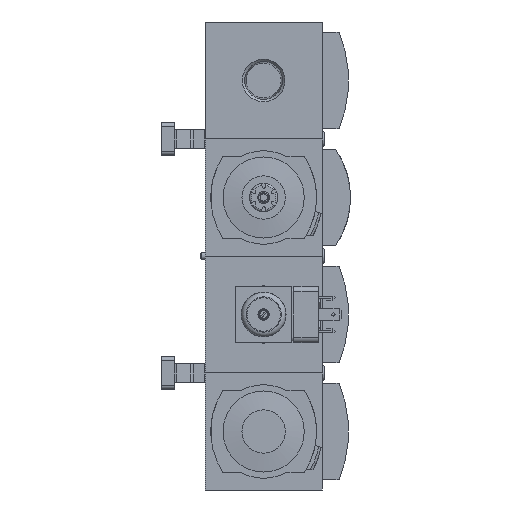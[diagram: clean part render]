
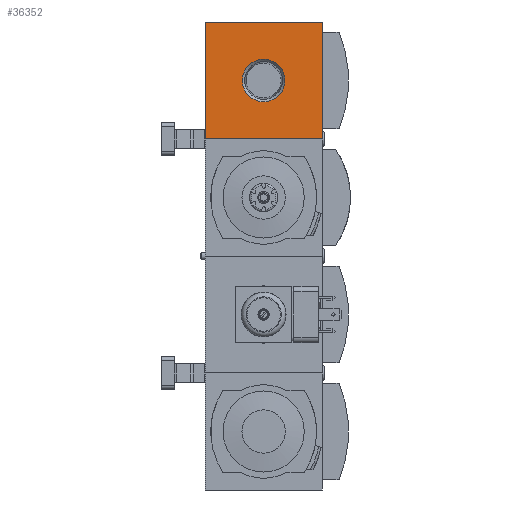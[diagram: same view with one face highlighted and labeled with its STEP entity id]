
A CAD part, front view. The second image highlights one B-rep face of the part: STEP entity #36352.
In plain terms, the highlighted planar face has unit normal (0, -1, 0).
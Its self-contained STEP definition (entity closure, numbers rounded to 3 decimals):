
#388=PLANE('',#38048);
#1662=LINE('',#49348,#4654);
#1670=LINE('',#49363,#4662);
#1686=LINE('',#49393,#4678);
#1726=LINE('',#49484,#4718);
#4654=VECTOR('',#40937,1000.);
#4662=VECTOR('',#40947,1000.);
#4678=VECTOR('',#40965,1000.);
#4718=VECTOR('',#41043,1000.);
#7450=CIRCLE('',#38049,11.288);
#8874=ORIENTED_EDGE('',*,*,#16998,.F.);
#8875=ORIENTED_EDGE('',*,*,#16914,.F.);
#8876=ORIENTED_EDGE('',*,*,#16906,.F.);
#8877=ORIENTED_EDGE('',*,*,#16930,.F.);
#8878=ORIENTED_EDGE('',*,*,#16979,.F.);
#16906=EDGE_CURVE('',#20994,#20995,#1662,.T.);
#16914=EDGE_CURVE('',#20995,#21001,#1670,.T.);
#16930=EDGE_CURVE('',#21013,#20994,#1686,.T.);
#16979=EDGE_CURVE('',#21001,#21013,#1726,.T.);
#16998=EDGE_CURVE('',#21055,#21055,#7450,.T.);
#20994=VERTEX_POINT('',#49347);
#20995=VERTEX_POINT('',#49349);
#21001=VERTEX_POINT('',#49364);
#21013=VERTEX_POINT('',#49392);
#21055=VERTEX_POINT('',#49523);
#23831=EDGE_LOOP('',(#8874));
#23832=EDGE_LOOP('',(#8875,#8876,#8877,#8878));
#25659=FACE_BOUND('',#23831,.T.);
#25660=FACE_BOUND('',#23832,.T.);
#36352=ADVANCED_FACE('',(#25659,#25660),#388,.F.);
#38048=AXIS2_PLACEMENT_3D('',#49521,#41085,#41086);
#38049=AXIS2_PLACEMENT_3D('',#49522,#41087,#41088);
#40937=DIRECTION('',(-1.,0.,0.));
#40947=DIRECTION('',(0.,0.,1.));
#40965=DIRECTION('',(0.,0.,-1.));
#41043=DIRECTION('',(1.,0.,0.));
#41085=DIRECTION('',(0.,1.,0.));
#41086=DIRECTION('',(0.,0.,1.));
#41087=DIRECTION('',(0.,-1.,0.));
#41088=DIRECTION('',(0.,0.,-1.));
#49347=CARTESIAN_POINT('',(31.,-45.,-31.));
#49348=CARTESIAN_POINT('',(31.,-45.,-31.));
#49349=CARTESIAN_POINT('',(-31.,-45.,-31.));
#49363=CARTESIAN_POINT('',(-31.,-45.,-31.));
#49364=CARTESIAN_POINT('',(-31.,-45.,31.));
#49392=CARTESIAN_POINT('',(31.,-45.,31.));
#49393=CARTESIAN_POINT('',(31.,-45.,31.));
#49484=CARTESIAN_POINT('',(-31.,-45.,31.));
#49521=CARTESIAN_POINT('',(0.,-45.,0.));
#49522=CARTESIAN_POINT('',(0.,-45.,0.));
#49523=CARTESIAN_POINT('',(0.,-45.,-11.288));
